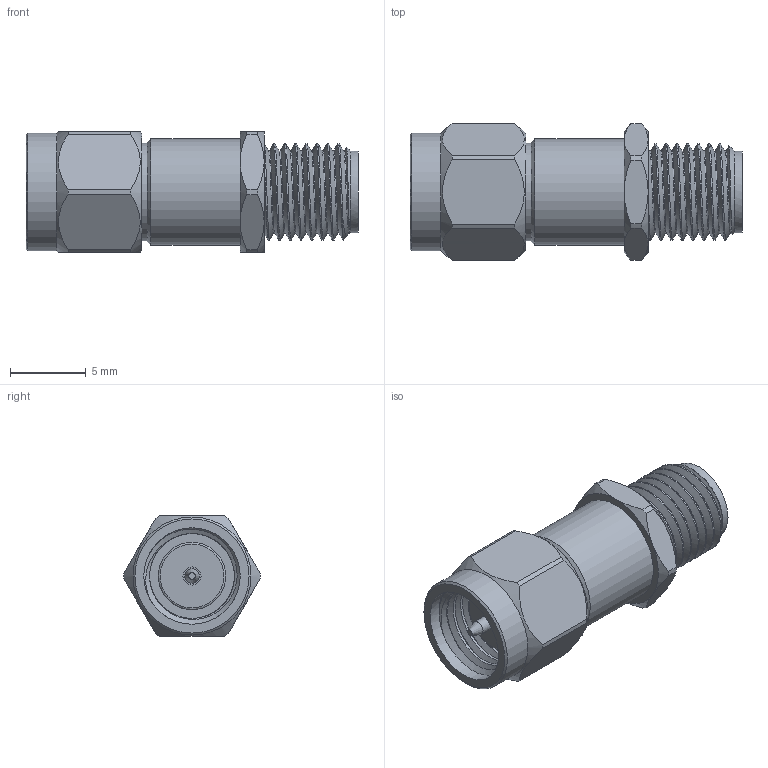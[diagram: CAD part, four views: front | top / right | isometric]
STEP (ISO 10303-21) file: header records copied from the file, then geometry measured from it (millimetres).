
FILE_DESCRIPTION (( 'STEP AP203' ), '1' );
FILE_NAME ('PE7087-3_3D.step', '2021-12-08T20:32:24', ( '' ), ( '' ), 'SwSTEP 2.0', 'SolidWorks 2021', '' );
FILE_SCHEMA (( 'CONFIG_CONTROL_DESIGN' ));
Length unit declared in the file: inch
Products named in the file (1): PE7087-3_3D
Bounding box: 21.84 x 8.99 x 7.94 mm (x, y, z)
Volume: 752.2 mm3; surface area: 919.8 mm2
Topology: 1 solids, 1 shells, 85 faces, 211 edges, 139 vertices
Faces by surface type: cylinder 31, plane 25, cone 22, bspline 7
Full cylindrical faces by diameter (mm): 0.94 x2, 1.194 x1, 1.27 x1, 4.445 x1, 4.572 x1, 5.385 x1, 6.35 x6, 6.43 x1, 7 x1, 7.762 x2
Entity records: 5397 total; most frequent: CARTESIAN_POINT 3646, ORIENTED_EDGE 354, DIRECTION 308, EDGE_CURVE 177, AXIS2_PLACEMENT_3D 142, VERTEX_POINT 133, EDGE_LOOP 112, FACE_OUTER_BOUND 92
